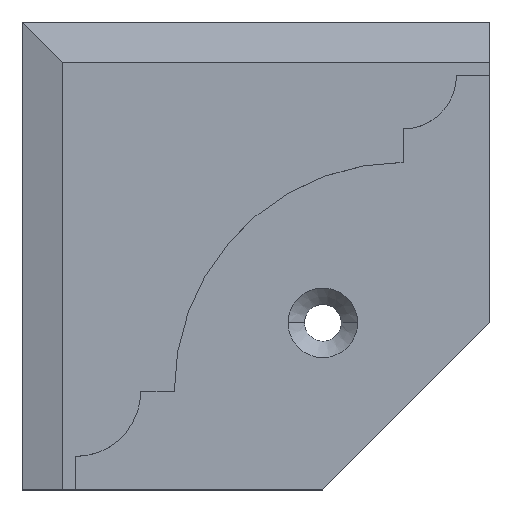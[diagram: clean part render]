
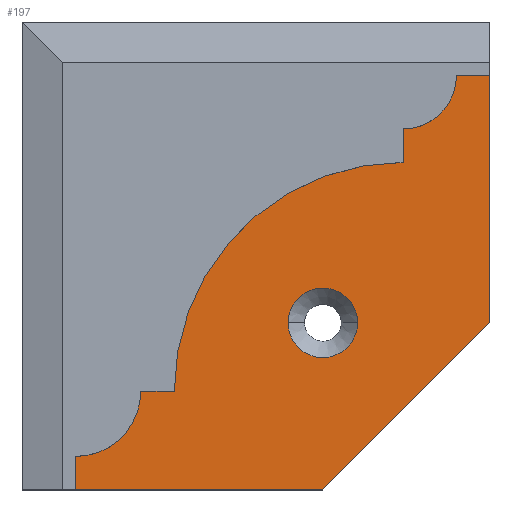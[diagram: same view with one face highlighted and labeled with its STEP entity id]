
A CAD part, top view. The second image highlights one B-rep face of the part: STEP entity #197.
In plain terms, the highlighted planar face has unit normal (0, 0, 1).
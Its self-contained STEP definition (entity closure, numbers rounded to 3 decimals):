
#2 = CARTESIAN_POINT ( 'NONE',  ( -32., -35., 4. ) ) ;
#34 = CARTESIAN_POINT ( 'NONE',  ( 10., -10., 4. ) ) ;
#42 = DIRECTION ( 'NONE',  ( 0., 0., 1. ) ) ;
#50 = AXIS2_PLACEMENT_3D ( 'NONE', #283, #345, #759 ) ;
#84 = ORIENTED_EDGE ( 'NONE', *, *, #202, .T. ) ;
#103 = DIRECTION ( 'NONE',  ( 0., 1., 0. ) ) ;
#104 = ORIENTED_EDGE ( 'NONE', *, *, #771, .F. ) ;
#107 = CARTESIAN_POINT ( 'NONE',  ( 35., 35., 4. ) ) ;
#116 = EDGE_CURVE ( 'NONE', #732, #499, #261, .T. ) ;
#146 = EDGE_LOOP ( 'NONE', ( #199, #401 ) ) ;
#164 = DIRECTION ( 'NONE',  ( 1., 0., 0. ) ) ;
#165 = CARTESIAN_POINT ( 'NONE',  ( 0., 0., 4. ) ) ;
#179 = ORIENTED_EDGE ( 'NONE', *, *, #694, .T. ) ;
#197 = ADVANCED_FACE ( 'NONE', ( #767, #774 ), #581, .F. ) ;
#199 = ORIENTED_EDGE ( 'NONE', *, *, #116, .F. ) ;
#201 = EDGE_CURVE ( 'NONE', #785, #509, #566, .T. ) ;
#202 = EDGE_CURVE ( 'NONE', #327, #785, #754, .T. ) ;
#208 = EDGE_LOOP ( 'NONE', ( #84, #514, #179, #488, #104 ) ) ;
#229 = CARTESIAN_POINT ( 'NONE',  ( 35., -35., 4. ) ) ;
#235 = VECTOR ( 'NONE', #308, 1000. ) ;
#258 = DIRECTION ( 'NONE',  ( -1., 0., 0. ) ) ;
#261 = CIRCLE ( 'NONE', #50, 5.2 ) ;
#267 = AXIS2_PLACEMENT_3D ( 'NONE', #165, #472, #464 ) ;
#283 = CARTESIAN_POINT ( 'NONE',  ( 10., -10., 4. ) ) ;
#290 = CARTESIAN_POINT ( 'NONE',  ( 35., -10., 4. ) ) ;
#308 = DIRECTION ( 'NONE',  ( 0., 1., 0. ) ) ;
#318 = VECTOR ( 'NONE', #408, 1000. ) ;
#327 = VERTEX_POINT ( 'NONE', #715 ) ;
#345 = DIRECTION ( 'NONE',  ( 0., 0., 1. ) ) ;
#354 = CARTESIAN_POINT ( 'NONE',  ( -32., 35., 4. ) ) ;
#387 = CARTESIAN_POINT ( 'NONE',  ( 35., -10., 4. ) ) ;
#393 = DIRECTION ( 'NONE',  ( 0.707, 0.707, 0. ) ) ;
#401 = ORIENTED_EDGE ( 'NONE', *, *, #619, .F. ) ;
#408 = DIRECTION ( 'NONE',  ( 1., 0., 0. ) ) ;
#424 = AXIS2_PLACEMENT_3D ( 'NONE', #34, #42, #164 ) ;
#454 = VECTOR ( 'NONE', #258, 1000. ) ;
#464 = DIRECTION ( 'NONE',  ( -1., 0., 0. ) ) ;
#472 = DIRECTION ( 'NONE',  ( 0., 0., -1. ) ) ;
#488 = ORIENTED_EDGE ( 'NONE', *, *, #530, .T. ) ;
#499 = VERTEX_POINT ( 'NONE', #605 ) ;
#509 = VERTEX_POINT ( 'NONE', #387 ) ;
#514 = ORIENTED_EDGE ( 'NONE', *, *, #201, .T. ) ;
#519 = CARTESIAN_POINT ( 'NONE',  ( -32., 35., 4. ) ) ;
#530 = EDGE_CURVE ( 'NONE', #652, #637, #725, .T. ) ;
#566 = LINE ( 'NONE', #290, #710 ) ;
#581 = PLANE ( 'NONE',  #267 ) ;
#596 = CARTESIAN_POINT ( 'NONE',  ( 10., -35., 4. ) ) ;
#605 = CARTESIAN_POINT ( 'NONE',  ( 4.8, -10., 4. ) ) ;
#619 = EDGE_CURVE ( 'NONE', #499, #732, #627, .T. ) ;
#627 = CIRCLE ( 'NONE', #424, 5.2 ) ;
#637 = VERTEX_POINT ( 'NONE', #354 ) ;
#652 = VERTEX_POINT ( 'NONE', #107 ) ;
#694 = EDGE_CURVE ( 'NONE', #509, #652, #735, .T. ) ;
#705 = CARTESIAN_POINT ( 'NONE',  ( -35., -35., 4. ) ) ;
#707 = CARTESIAN_POINT ( 'NONE',  ( 15.2, -10., 4. ) ) ;
#710 = VECTOR ( 'NONE', #393, 1000. ) ;
#715 = CARTESIAN_POINT ( 'NONE',  ( -32., -35., 4. ) ) ;
#716 = VECTOR ( 'NONE', #103, 1000. ) ;
#725 = LINE ( 'NONE', #519, #454 ) ;
#732 = VERTEX_POINT ( 'NONE', #707 ) ;
#735 = LINE ( 'NONE', #229, #716 ) ;
#745 = LINE ( 'NONE', #2, #235 ) ;
#754 = LINE ( 'NONE', #705, #318 ) ;
#759 = DIRECTION ( 'NONE',  ( 1., 0., 0. ) ) ;
#767 = FACE_BOUND ( 'NONE', #146, .T. ) ;
#771 = EDGE_CURVE ( 'NONE', #327, #637, #745, .T. ) ;
#774 = FACE_OUTER_BOUND ( 'NONE', #208, .T. ) ;
#785 = VERTEX_POINT ( 'NONE', #596 ) ;
